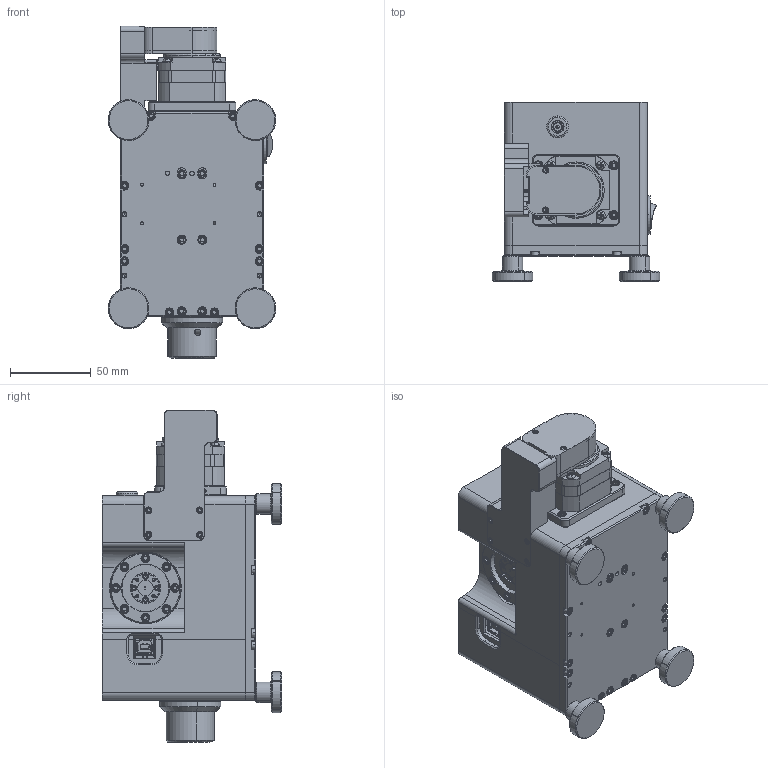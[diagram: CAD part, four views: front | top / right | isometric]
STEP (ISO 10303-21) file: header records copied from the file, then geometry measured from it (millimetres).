
FILE_DESCRIPTION (( 'STEP AP203' ), '1' );
FILE_NAME ('STA-40-05-S1.STEP', '2025-02-19T17:45:50', ( '' ), ( '' ), 'SwSTEP 2.0', 'SolidWorks 2021', '' );
FILE_SCHEMA (( 'CONFIG_CONTROL_DESIGN' ));
Products named in the file (1): STA-40-05-S1
Bounding box: 104.08 x 111.12 x 206.1 mm (x, y, z)
Volume: 496204.3 mm3; surface area: 217334.8 mm2
Topology: 80 solids, 88 shells, 3416 faces, 8071 edges, 4910 vertices
Faces by surface type: plane 1433, cylinder 1048, cone 830, torus 70, bspline 29, sphere 6
Entity records: 102747 total; most frequent: CARTESIAN_POINT 23521, DIRECTION 17045, ORIENTED_EDGE 15884, EDGE_CURVE 7942, AXIS2_PLACEMENT_3D 6371, VERTEX_POINT 4908, LINE 4303, VECTOR 4303
